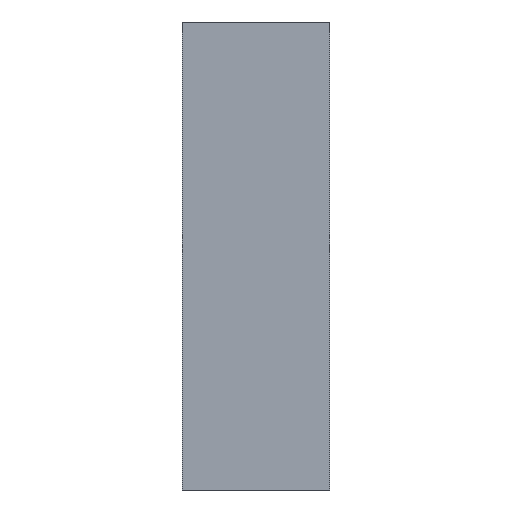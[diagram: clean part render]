
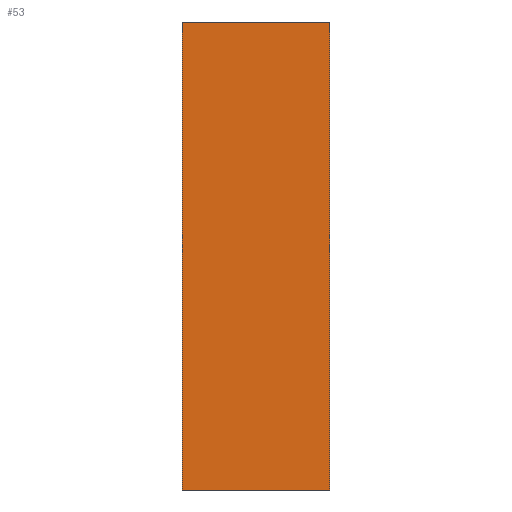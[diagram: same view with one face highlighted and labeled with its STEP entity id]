
A CAD part, left-side view. The second image highlights one B-rep face of the part: STEP entity #53.
In plain terms, the highlighted planar face has unit normal (-1, 0, 0).
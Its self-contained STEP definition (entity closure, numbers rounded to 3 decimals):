
#53 = ADVANCED_FACE( '', ( #116 ), #117, .F. );
#116 = FACE_OUTER_BOUND( '', #171, .T. );
#117 = PLANE( '', #172 );
#171 = EDGE_LOOP( '', ( #250, #251, #252, #253 ) );
#172 = AXIS2_PLACEMENT_3D( '', #254, #255, #256 );
#250 = ORIENTED_EDGE( '', *, *, #283, .T. );
#251 = ORIENTED_EDGE( '', *, *, #269, .F. );
#252 = ORIENTED_EDGE( '', *, *, #293, .F. );
#253 = ORIENTED_EDGE( '', *, *, #296, .T. );
#254 = CARTESIAN_POINT( '', ( -63.5, 3.175, -4.763 ) );
#255 = DIRECTION( '', ( 1., 0., 0. ) );
#256 = DIRECTION( '', ( 0., 0., -1. ) );
#269 = EDGE_CURVE( '', #304, #299, #306, .T. );
#283 = EDGE_CURVE( '', #329, #299, #330, .T. );
#293 = EDGE_CURVE( '', #342, #304, #344, .T. );
#296 = EDGE_CURVE( '', #342, #329, #347, .T. );
#299 = VERTEX_POINT( '', #350 );
#304 = VERTEX_POINT( '', #357 );
#306 = LINE( '', #360, #361 );
#329 = VERTEX_POINT( '', #385 );
#330 = LINE( '', #386, #387 );
#342 = VERTEX_POINT( '', #402 );
#344 = LINE( '', #405, #406 );
#347 = LINE( '', #409, #410 );
#350 = CARTESIAN_POINT( '', ( -63.5, 0., 4.75 ) );
#357 = CARTESIAN_POINT( '', ( -63.5, 3., 4.75 ) );
#360 = CARTESIAN_POINT( '', ( -63.5, 3.175, 4.75 ) );
#361 = VECTOR( '', #415, 1000. );
#385 = CARTESIAN_POINT( '', ( -63.5, 0., -4.75 ) );
#386 = CARTESIAN_POINT( '', ( -63.5, 0., -4.763 ) );
#387 = VECTOR( '', #441, 1000. );
#402 = CARTESIAN_POINT( '', ( -63.5, 3., -4.75 ) );
#405 = CARTESIAN_POINT( '', ( -63.5, 3., -4.763 ) );
#406 = VECTOR( '', #452, 1000. );
#409 = CARTESIAN_POINT( '', ( -63.5, 3.175, -4.75 ) );
#410 = VECTOR( '', #453, 1000. );
#415 = DIRECTION( '', ( 0., -1., 0. ) );
#441 = DIRECTION( '', ( 0., 0., 1. ) );
#452 = DIRECTION( '', ( 0., 0., 1. ) );
#453 = DIRECTION( '', ( 0., -1., 0. ) );
